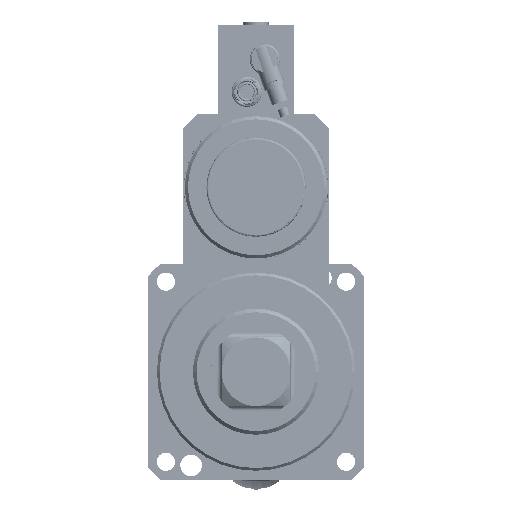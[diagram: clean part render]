
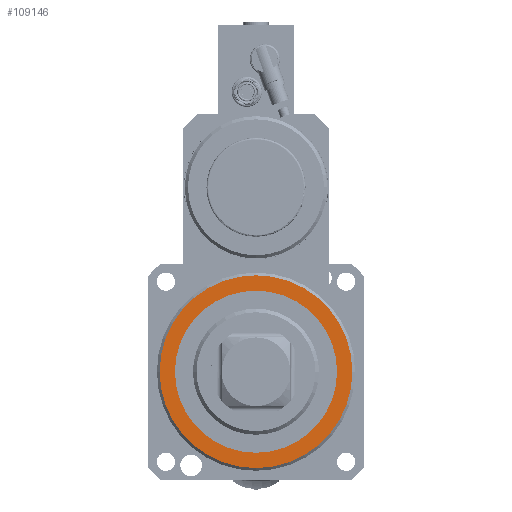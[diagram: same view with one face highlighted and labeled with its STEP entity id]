
A CAD part, left-side view. The second image highlights one B-rep face of the part: STEP entity #109146.
In plain terms, the highlighted planar face has unit normal (-1, 0, 0).
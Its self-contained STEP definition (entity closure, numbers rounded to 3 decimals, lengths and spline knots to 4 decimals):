
#3750=FACE_BOUND('',#19319,.T.);
#7012=PLANE('',#119475);
#13145=FACE_OUTER_BOUND('',#19318,.T.);
#19318=EDGE_LOOP('',(#100849));
#19319=EDGE_LOOP('',(#100850,#100851));
#24173=CIRCLE('',#119469,5.35);
#24178=CIRCLE('',#119476,4.5);
#24179=CIRCLE('',#119477,4.5);
#53300=VERTEX_POINT('',#239054);
#53305=VERTEX_POINT('',#239068);
#53306=VERTEX_POINT('',#239069);
#69233=EDGE_CURVE('',#53300,#53300,#24173,.T.);
#69240=EDGE_CURVE('',#53305,#53306,#24178,.T.);
#69241=EDGE_CURVE('',#53306,#53305,#24179,.T.);
#100849=ORIENTED_EDGE('',*,*,#69233,.F.);
#100850=ORIENTED_EDGE('',*,*,#69240,.F.);
#100851=ORIENTED_EDGE('',*,*,#69241,.F.);
#109146=ADVANCED_FACE('',(#13145,#3750),#7012,.T.);
#119469=AXIS2_PLACEMENT_3D('',#239055,#147971,#147972);
#119475=AXIS2_PLACEMENT_3D('',#239067,#147985,#147986);
#119476=AXIS2_PLACEMENT_3D('',#239070,#147987,#147988);
#119477=AXIS2_PLACEMENT_3D('',#239071,#147989,#147990);
#147971=DIRECTION('center_axis',(1.,0.,0.));
#147972=DIRECTION('ref_axis',(0.,0.,
-1.));
#147985=DIRECTION('center_axis',(-1.,0.,0.));
#147986=DIRECTION('ref_axis',(0.,-1.,0.));
#147987=DIRECTION('center_axis',(-1.,0.,0.));
#147988=DIRECTION('ref_axis',(0.,0.,
1.));
#147989=DIRECTION('center_axis',(-1.,0.,0.));
#147990=DIRECTION('ref_axis',(0.,0.,
1.));
#239054=CARTESIAN_POINT('',(-10.65,0.,5.35));
#239055=CARTESIAN_POINT('Origin',(-10.65,0.,
0.));
#239067=CARTESIAN_POINT('Origin',(-10.65,0.,
5.));
#239068=CARTESIAN_POINT('',(-10.65,0.,4.5));
#239069=CARTESIAN_POINT('',(-10.65,0.,-4.5));
#239070=CARTESIAN_POINT('Origin',(-10.65,0.,
0.));
#239071=CARTESIAN_POINT('Origin',(-10.65,0.,
0.));
